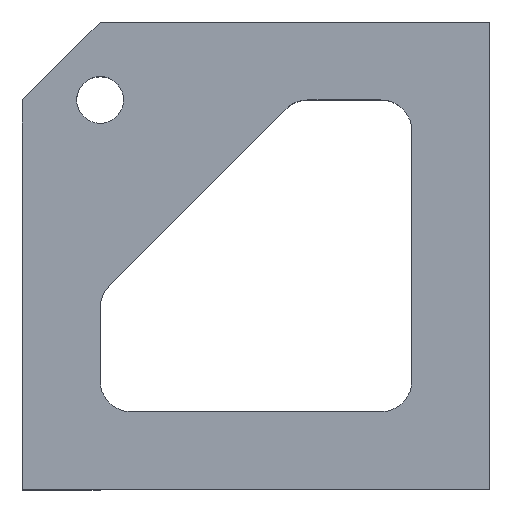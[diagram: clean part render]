
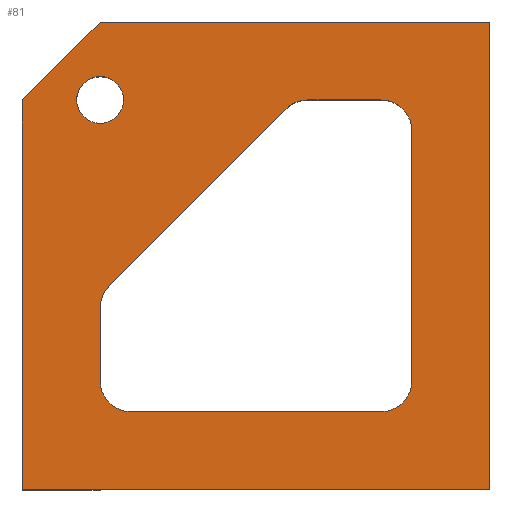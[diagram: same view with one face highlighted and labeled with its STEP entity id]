
A CAD part, top view. The second image highlights one B-rep face of the part: STEP entity #81.
In plain terms, the highlighted planar face has unit normal (0, 0, 1).
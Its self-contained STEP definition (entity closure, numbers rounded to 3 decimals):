
#81 = ADVANCED_FACE( '', ( #109, #110, #111 ), #112, .T. );
#109 = FACE_OUTER_BOUND( '', #152, .T. );
#110 = FACE_BOUND( '', #153, .T. );
#111 = FACE_BOUND( '', #154, .T. );
#112 = PLANE( '', #155 );
#152 = EDGE_LOOP( '', ( #236, #237, #238, #239, #240 ) );
#153 = EDGE_LOOP( '', ( #241 ) );
#154 = EDGE_LOOP( '', ( #242, #243, #244, #245, #246, #247, #248, #249, #250, #251 ) );
#155 = AXIS2_PLACEMENT_3D( '', #252, #253, #254 );
#236 = ORIENTED_EDGE( '', *, *, #388, .F. );
#237 = ORIENTED_EDGE( '', *, *, #358, .T. );
#238 = ORIENTED_EDGE( '', *, *, #389, .F. );
#239 = ORIENTED_EDGE( '', *, *, #390, .T. );
#240 = ORIENTED_EDGE( '', *, *, #391, .T. );
#241 = ORIENTED_EDGE( '', *, *, #380, .T. );
#242 = ORIENTED_EDGE( '', *, *, #372, .F. );
#243 = ORIENTED_EDGE( '', *, *, #362, .T. );
#244 = ORIENTED_EDGE( '', *, *, #392, .T. );
#245 = ORIENTED_EDGE( '', *, *, #393, .T. );
#246 = ORIENTED_EDGE( '', *, *, #394, .T. );
#247 = ORIENTED_EDGE( '', *, *, #395, .T. );
#248 = ORIENTED_EDGE( '', *, *, #396, .F. );
#249 = ORIENTED_EDGE( '', *, *, #397, .T. );
#250 = ORIENTED_EDGE( '', *, *, #398, .T. );
#251 = ORIENTED_EDGE( '', *, *, #399, .T. );
#252 = CARTESIAN_POINT( '', ( 15., 15., 10. ) );
#253 = DIRECTION( '', ( 0., 0., 1. ) );
#254 = DIRECTION( '', ( 1., 0., 0. ) );
#358 = EDGE_CURVE( '', #416, #417, #418, .T. );
#362 = EDGE_CURVE( '', #424, #425, #426, .F. );
#372 = EDGE_CURVE( '', #424, #444, #445, .T. );
#380 = EDGE_CURVE( '', #457, #457, #458, .T. );
#388 = EDGE_CURVE( '', #416, #472, #473, .T. );
#389 = EDGE_CURVE( '', #474, #417, #475, .T. );
#390 = EDGE_CURVE( '', #474, #476, #477, .T. );
#391 = EDGE_CURVE( '', #476, #472, #478, .T. );
#392 = EDGE_CURVE( '', #425, #479, #480, .T. );
#393 = EDGE_CURVE( '', #479, #481, #482, .F. );
#394 = EDGE_CURVE( '', #481, #483, #484, .T. );
#395 = EDGE_CURVE( '', #483, #485, #486, .F. );
#396 = EDGE_CURVE( '', #487, #485, #488, .T. );
#397 = EDGE_CURVE( '', #487, #489, #490, .F. );
#398 = EDGE_CURVE( '', #489, #491, #492, .T. );
#399 = EDGE_CURVE( '', #491, #444, #493, .F. );
#416 = VERTEX_POINT( '', #513 );
#417 = VERTEX_POINT( '', #514 );
#418 = LINE( '', #515, #516 );
#424 = VERTEX_POINT( '', #525 );
#425 = VERTEX_POINT( '', #526 );
#426 = CIRCLE( '', #527, 2. );
#444 = VERTEX_POINT( '', #550 );
#445 = LINE( '', #551, #552 );
#457 = VERTEX_POINT( '', #570 );
#458 = CIRCLE( '', #571, 1.5 );
#472 = VERTEX_POINT( '', #590 );
#473 = LINE( '', #591, #592 );
#474 = VERTEX_POINT( '', #593 );
#475 = LINE( '', #594, #595 );
#476 = VERTEX_POINT( '', #596 );
#477 = LINE( '', #597, #598 );
#478 = LINE( '', #599, #600 );
#479 = VERTEX_POINT( '', #601 );
#480 = LINE( '', #602, #603 );
#481 = VERTEX_POINT( '', #604 );
#482 = CIRCLE( '', #605, 2. );
#483 = VERTEX_POINT( '', #606 );
#484 = LINE( '', #607, #608 );
#485 = VERTEX_POINT( '', #609 );
#486 = CIRCLE( '', #610, 2. );
#487 = VERTEX_POINT( '', #611 );
#488 = LINE( '', #612, #613 );
#489 = VERTEX_POINT( '', #614 );
#490 = CIRCLE( '', #615, 2. );
#491 = VERTEX_POINT( '', #616 );
#492 = LINE( '', #617, #618 );
#493 = CIRCLE( '', #619, 2. );
#513 = CARTESIAN_POINT( '', ( 5., 30., 10. ) );
#514 = CARTESIAN_POINT( '', ( 0., 25., 10. ) );
#515 = CARTESIAN_POINT( '', ( 2.5, 27.5, 10. ) );
#516 = VECTOR( '', #655, 1000. );
#525 = CARTESIAN_POINT( '', ( 23., 25., 10. ) );
#526 = CARTESIAN_POINT( '', ( 25., 23., 10. ) );
#527 = AXIS2_PLACEMENT_3D( '', #659, #660, #661 );
#550 = CARTESIAN_POINT( '', ( 18.328, 25., 10. ) );
#551 = CARTESIAN_POINT( '', ( 15., 25., 10. ) );
#552 = VECTOR( '', #679, 1000. );
#570 = CARTESIAN_POINT( '', ( 6.5, 25., 10. ) );
#571 = AXIS2_PLACEMENT_3D( '', #689, #690, #691 );
#590 = CARTESIAN_POINT( '', ( 30., 30., 10. ) );
#591 = CARTESIAN_POINT( '', ( 15., 30., 10. ) );
#592 = VECTOR( '', #703, 1000. );
#593 = CARTESIAN_POINT( '', ( 0., 0., 10. ) );
#594 = CARTESIAN_POINT( '', ( 0., 15., 10. ) );
#595 = VECTOR( '', #704, 1000. );
#596 = CARTESIAN_POINT( '', ( 30., 0., 10. ) );
#597 = CARTESIAN_POINT( '', ( 15., 0., 10. ) );
#598 = VECTOR( '', #705, 1000. );
#599 = CARTESIAN_POINT( '', ( 30., 15., 10. ) );
#600 = VECTOR( '', #706, 1000. );
#601 = CARTESIAN_POINT( '', ( 25., 7., 10. ) );
#602 = CARTESIAN_POINT( '', ( 25., 15., 10. ) );
#603 = VECTOR( '', #707, 1000. );
#604 = CARTESIAN_POINT( '', ( 23., 5., 10. ) );
#605 = AXIS2_PLACEMENT_3D( '', #708, #709, #710 );
#606 = CARTESIAN_POINT( '', ( 7., 5., 10. ) );
#607 = CARTESIAN_POINT( '', ( 15., 5., 10. ) );
#608 = VECTOR( '', #711, 1000. );
#609 = CARTESIAN_POINT( '', ( 5., 7., 10. ) );
#610 = AXIS2_PLACEMENT_3D( '', #712, #713, #714 );
#611 = CARTESIAN_POINT( '', ( 5., 11.672, 10. ) );
#612 = CARTESIAN_POINT( '', ( 5., 15., 10. ) );
#613 = VECTOR( '', #715, 1000. );
#614 = CARTESIAN_POINT( '', ( 5.586, 13.086, 10. ) );
#615 = AXIS2_PLACEMENT_3D( '', #716, #717, #718 );
#616 = CARTESIAN_POINT( '', ( 16.914, 24.414, 10. ) );
#617 = CARTESIAN_POINT( '', ( 11.25, 18.75, 10. ) );
#618 = VECTOR( '', #719, 1000. );
#619 = AXIS2_PLACEMENT_3D( '', #720, #721, #722 );
#655 = DIRECTION( '', ( -0.707, -0.707, 0. ) );
#659 = CARTESIAN_POINT( '', ( 23., 23., 10. ) );
#660 = DIRECTION( '', ( 0., 0., 1. ) );
#661 = DIRECTION( '', ( 1., 0., 0. ) );
#679 = DIRECTION( '', ( -1., 0., 0. ) );
#689 = CARTESIAN_POINT( '', ( 5., 25., 10. ) );
#690 = DIRECTION( '', ( 0., 0., -1. ) );
#691 = DIRECTION( '', ( 1., 0., 0. ) );
#703 = DIRECTION( '', ( 1., 0., 0. ) );
#704 = DIRECTION( '', ( 0., 1., 0. ) );
#705 = DIRECTION( '', ( 1., 0., 0. ) );
#706 = DIRECTION( '', ( 0., 1., 0. ) );
#707 = DIRECTION( '', ( 0., -1., 0. ) );
#708 = CARTESIAN_POINT( '', ( 23., 7., 10. ) );
#709 = DIRECTION( '', ( 0., 0., 1. ) );
#710 = DIRECTION( '', ( 1., 0., 0. ) );
#711 = DIRECTION( '', ( -1., 0., 0. ) );
#712 = CARTESIAN_POINT( '', ( 7., 7., 10. ) );
#713 = DIRECTION( '', ( 0., 0., 1. ) );
#714 = DIRECTION( '', ( 1., 0., 0. ) );
#715 = DIRECTION( '', ( 0., -1., 0. ) );
#716 = CARTESIAN_POINT( '', ( 7., 11.672, 10. ) );
#717 = DIRECTION( '', ( 0., 0., 1. ) );
#718 = DIRECTION( '', ( 1., 0., 0. ) );
#719 = DIRECTION( '', ( 0.707, 0.707, 0. ) );
#720 = CARTESIAN_POINT( '', ( 18.328, 23., 10. ) );
#721 = DIRECTION( '', ( 0., 0., 1. ) );
#722 = DIRECTION( '', ( 1., 0., 0. ) );
